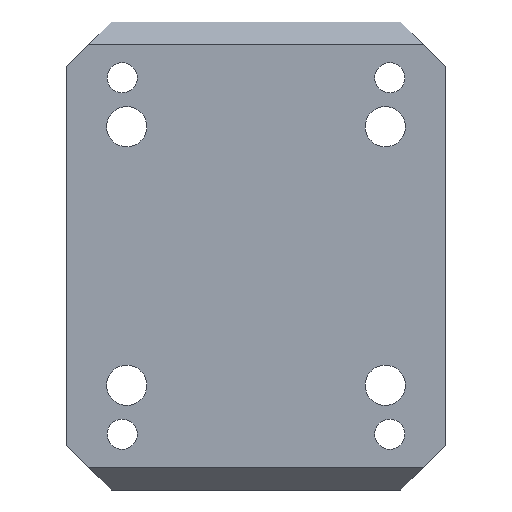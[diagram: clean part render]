
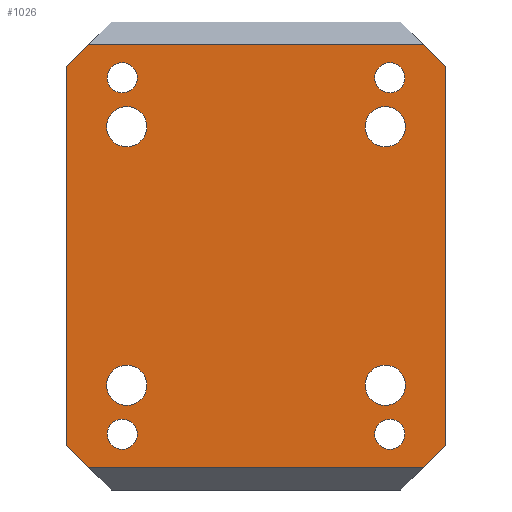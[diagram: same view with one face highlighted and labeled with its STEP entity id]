
A CAD part, left-side view. The second image highlights one B-rep face of the part: STEP entity #1026.
In plain terms, the highlighted planar face has unit normal (-1, 0, 0).
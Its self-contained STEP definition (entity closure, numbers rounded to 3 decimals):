
#15=FACE_BOUND('',#125,.T.);
#16=FACE_BOUND('',#126,.T.);
#17=FACE_BOUND('',#127,.T.);
#18=FACE_BOUND('',#128,.T.);
#19=FACE_BOUND('',#129,.T.);
#20=FACE_BOUND('',#130,.T.);
#21=FACE_BOUND('',#131,.T.);
#22=FACE_BOUND('',#132,.T.);
#72=FACE_OUTER_BOUND('',#124,.T.);
#124=EDGE_LOOP('',(#781,#782,#783,#784,#785,#786,#787,#788));
#125=EDGE_LOOP('',(#789));
#126=EDGE_LOOP('',(#790));
#127=EDGE_LOOP('',(#791));
#128=EDGE_LOOP('',(#792));
#129=EDGE_LOOP('',(#793));
#130=EDGE_LOOP('',(#794));
#131=EDGE_LOOP('',(#795));
#132=EDGE_LOOP('',(#796));
#196=LINE('',#1593,#298);
#202=LINE('',#1604,#304);
#210=LINE('',#1622,#312);
#213=LINE('',#1628,#315);
#217=LINE('',#1635,#319);
#218=LINE('',#1637,#320);
#219=LINE('',#1639,#321);
#220=LINE('',#1640,#322);
#298=VECTOR('',#1296,10.);
#304=VECTOR('',#1304,10.);
#312=VECTOR('',#1316,10.);
#315=VECTOR('',#1321,10.);
#319=VECTOR('',#1327,10.);
#320=VECTOR('',#1328,10.);
#321=VECTOR('',#1329,10.);
#322=VECTOR('',#1330,10.);
#407=CIRCLE('',#1125,4.5);
#408=CIRCLE('',#1126,4.5);
#409=CIRCLE('',#1127,4.5);
#410=CIRCLE('',#1128,4.5);
#411=CIRCLE('',#1129,3.39);
#412=CIRCLE('',#1130,3.39);
#413=CIRCLE('',#1131,3.39);
#414=CIRCLE('',#1132,3.39);
#464=VERTEX_POINT('',#1590);
#465=VERTEX_POINT('',#1592);
#469=VERTEX_POINT('',#1602);
#476=VERTEX_POINT('',#1619);
#477=VERTEX_POINT('',#1621);
#479=VERTEX_POINT('',#1627);
#482=VERTEX_POINT('',#1636);
#483=VERTEX_POINT('',#1638);
#484=VERTEX_POINT('',#1641);
#485=VERTEX_POINT('',#1643);
#486=VERTEX_POINT('',#1645);
#487=VERTEX_POINT('',#1647);
#488=VERTEX_POINT('',#1649);
#489=VERTEX_POINT('',#1651);
#490=VERTEX_POINT('',#1653);
#491=VERTEX_POINT('',#1655);
#580=EDGE_CURVE('',#464,#465,#196,.T.);
#586=EDGE_CURVE('',#469,#464,#202,.T.);
#594=EDGE_CURVE('',#476,#477,#210,.T.);
#597=EDGE_CURVE('',#477,#479,#213,.T.);
#601=EDGE_CURVE('',#469,#479,#217,.T.);
#602=EDGE_CURVE('',#482,#476,#218,.T.);
#603=EDGE_CURVE('',#482,#483,#219,.T.);
#604=EDGE_CURVE('',#465,#483,#220,.T.);
#605=EDGE_CURVE('',#484,#484,#407,.T.);
#606=EDGE_CURVE('',#485,#485,#408,.T.);
#607=EDGE_CURVE('',#486,#486,#409,.T.);
#608=EDGE_CURVE('',#487,#487,#410,.T.);
#609=EDGE_CURVE('',#488,#488,#411,.T.);
#610=EDGE_CURVE('',#489,#489,#412,.T.);
#611=EDGE_CURVE('',#490,#490,#413,.T.);
#612=EDGE_CURVE('',#491,#491,#414,.T.);
#781=ORIENTED_EDGE('',*,*,#580,.F.);
#782=ORIENTED_EDGE('',*,*,#586,.F.);
#783=ORIENTED_EDGE('',*,*,#601,.T.);
#784=ORIENTED_EDGE('',*,*,#597,.F.);
#785=ORIENTED_EDGE('',*,*,#594,.F.);
#786=ORIENTED_EDGE('',*,*,#602,.F.);
#787=ORIENTED_EDGE('',*,*,#603,.T.);
#788=ORIENTED_EDGE('',*,*,#604,.F.);
#789=ORIENTED_EDGE('',*,*,#605,.T.);
#790=ORIENTED_EDGE('',*,*,#606,.T.);
#791=ORIENTED_EDGE('',*,*,#607,.T.);
#792=ORIENTED_EDGE('',*,*,#608,.T.);
#793=ORIENTED_EDGE('',*,*,#609,.T.);
#794=ORIENTED_EDGE('',*,*,#610,.T.);
#795=ORIENTED_EDGE('',*,*,#611,.T.);
#796=ORIENTED_EDGE('',*,*,#612,.T.);
#982=PLANE('',#1124);
#1026=ADVANCED_FACE('',(#72,#15,#16,#17,#18,#19,#20,#21,#22),#982,.T.);
#1124=AXIS2_PLACEMENT_3D('',#1634,#1325,#1326);
#1125=AXIS2_PLACEMENT_3D('',#1642,#1331,#1332);
#1126=AXIS2_PLACEMENT_3D('',#1644,#1333,#1334);
#1127=AXIS2_PLACEMENT_3D('',#1646,#1335,#1336);
#1128=AXIS2_PLACEMENT_3D('',#1648,#1337,#1338);
#1129=AXIS2_PLACEMENT_3D('',#1650,#1339,#1340);
#1130=AXIS2_PLACEMENT_3D('',#1652,#1341,#1342);
#1131=AXIS2_PLACEMENT_3D('',#1654,#1343,#1344);
#1132=AXIS2_PLACEMENT_3D('',#1656,#1345,#1346);
#1296=DIRECTION('',(0.,1.,0.));
#1304=DIRECTION('',(0.,0.707,-0.707));
#1316=DIRECTION('',(0.,-1.,0.));
#1321=DIRECTION('',(0.,-0.707,-0.707));
#1325=DIRECTION('center_axis',(-1.,0.,0.));
#1326=DIRECTION('ref_axis',(0.,0.,
-1.));
#1327=DIRECTION('',(0.,0.,1.));
#1328=DIRECTION('',(0.,-0.707,0.707));
#1329=DIRECTION('',(0.,0.,-1.));
#1330=DIRECTION('',(0.,0.707,0.707));
#1331=DIRECTION('center_axis',(1.,0.,0.));
#1332=DIRECTION('ref_axis',(0.,-1.,0.));
#1333=DIRECTION('center_axis',(1.,0.,0.));
#1334=DIRECTION('ref_axis',(0.,-1.,0.));
#1335=DIRECTION('center_axis',(1.,0.,0.));
#1336=DIRECTION('ref_axis',(0.,-1.,0.));
#1337=DIRECTION('center_axis',(1.,0.,0.));
#1338=DIRECTION('ref_axis',(0.,-1.,0.));
#1339=DIRECTION('center_axis',(1.,0.,0.));
#1340=DIRECTION('ref_axis',(0.,1.,0.));
#1341=DIRECTION('center_axis',(1.,0.,0.));
#1342=DIRECTION('ref_axis',(0.,1.,0.));
#1343=DIRECTION('center_axis',(1.,0.,0.));
#1344=DIRECTION('ref_axis',(0.,1.,0.));
#1345=DIRECTION('center_axis',(1.,0.,0.));
#1346=DIRECTION('ref_axis',(0.,1.,0.));
#1590=CARTESIAN_POINT('',(327.987,-295.915,143.548));
#1592=CARTESIAN_POINT('',(327.987,-220.915,143.548));
#1593=CARTESIAN_POINT('',(327.987,-258.415,143.548));
#1602=CARTESIAN_POINT('',(327.987,-300.915,148.548));
#1604=CARTESIAN_POINT('',(327.987,-298.415,146.048));
#1619=CARTESIAN_POINT('',(327.987,-220.915,238.548));
#1621=CARTESIAN_POINT('',(327.987,-295.915,238.548));
#1622=CARTESIAN_POINT('',(327.987,-258.415,238.548));
#1627=CARTESIAN_POINT('',(327.987,-300.915,233.548));
#1628=CARTESIAN_POINT('',(327.987,-298.415,236.048));
#1634=CARTESIAN_POINT('Origin',(327.987,-258.415,191.048));
#1635=CARTESIAN_POINT('',(327.987,-300.915,191.048));
#1636=CARTESIAN_POINT('',(327.987,-215.915,233.548));
#1637=CARTESIAN_POINT('',(327.987,-218.415,236.048));
#1638=CARTESIAN_POINT('',(327.987,-215.915,148.548));
#1639=CARTESIAN_POINT('',(327.987,-215.915,191.048));
#1640=CARTESIAN_POINT('',(327.987,-218.415,146.048));
#1641=CARTESIAN_POINT('',(327.987,-224.915,162.048));
#1642=CARTESIAN_POINT('Origin',(327.987,-229.415,162.048));
#1643=CARTESIAN_POINT('',(327.987,-224.915,220.048));
#1644=CARTESIAN_POINT('Origin',(327.987,-229.415,220.048));
#1645=CARTESIAN_POINT('',(327.987,-282.915,220.048));
#1646=CARTESIAN_POINT('Origin',(327.987,-287.415,220.048));
#1647=CARTESIAN_POINT('',(327.987,-282.915,162.048));
#1648=CARTESIAN_POINT('Origin',(327.987,-287.415,162.048));
#1649=CARTESIAN_POINT('',(327.987,-291.805,151.048));
#1650=CARTESIAN_POINT('Origin',(327.987,-288.415,151.048));
#1651=CARTESIAN_POINT('',(327.987,-291.805,231.048));
#1652=CARTESIAN_POINT('Origin',(327.987,-288.415,231.048));
#1653=CARTESIAN_POINT('',(327.987,-231.805,231.048));
#1654=CARTESIAN_POINT('Origin',(327.987,-228.415,231.048));
#1655=CARTESIAN_POINT('',(327.987,-231.805,151.048));
#1656=CARTESIAN_POINT('Origin',(327.987,-228.415,151.048));
